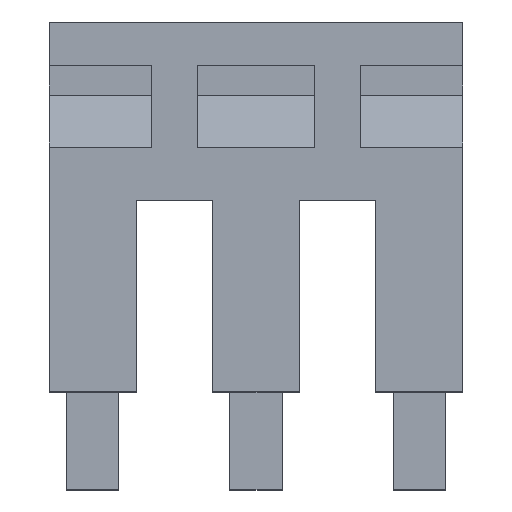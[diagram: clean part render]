
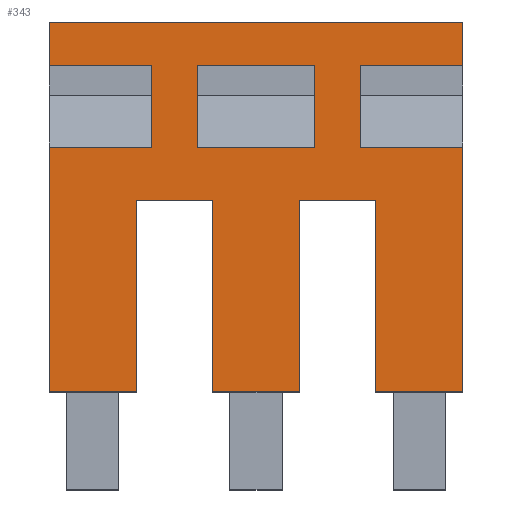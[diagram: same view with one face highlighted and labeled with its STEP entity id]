
A CAD part, top view. The second image highlights one B-rep face of the part: STEP entity #343.
In plain terms, the highlighted planar face has unit normal (0, 0, 1).
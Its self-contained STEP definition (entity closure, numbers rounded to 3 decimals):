
#317=FACE_BOUND('',#504,.T.);
#318=FACE_BOUND('',#505,.T.);
#343=ADVANCED_FACE('',(#317,#318),#398,.T.);
#398=PLANE('',#1380);
#504=EDGE_LOOP('',(#629,#630,#631,#632,#633,#634,#635,#636,#637,#638,#639,
#640,#641,#642,#643,#644,#645,#646,#647,#648));
#505=EDGE_LOOP('',(#649,#650,#651,#652));
#629=ORIENTED_EDGE('',*,*,#977,.T.);
#630=ORIENTED_EDGE('',*,*,#969,.T.);
#631=ORIENTED_EDGE('',*,*,#966,.T.);
#632=ORIENTED_EDGE('',*,*,#970,.T.);
#633=ORIENTED_EDGE('',*,*,#961,.F.);
#634=ORIENTED_EDGE('',*,*,#959,.T.);
#635=ORIENTED_EDGE('',*,*,#957,.F.);
#636=ORIENTED_EDGE('',*,*,#974,.T.);
#637=ORIENTED_EDGE('',*,*,#980,.T.);
#638=ORIENTED_EDGE('',*,*,#981,.T.);
#639=ORIENTED_EDGE('',*,*,#982,.F.);
#640=ORIENTED_EDGE('',*,*,#983,.T.);
#641=ORIENTED_EDGE('',*,*,#984,.F.);
#642=ORIENTED_EDGE('',*,*,#985,.T.);
#643=ORIENTED_EDGE('',*,*,#986,.T.);
#644=ORIENTED_EDGE('',*,*,#987,.F.);
#645=ORIENTED_EDGE('',*,*,#988,.T.);
#646=ORIENTED_EDGE('',*,*,#989,.T.);
#647=ORIENTED_EDGE('',*,*,#990,.F.);
#648=ORIENTED_EDGE('',*,*,#991,.F.);
#649=ORIENTED_EDGE('',*,*,#992,.T.);
#650=ORIENTED_EDGE('',*,*,#993,.F.);
#651=ORIENTED_EDGE('',*,*,#994,.T.);
#652=ORIENTED_EDGE('',*,*,#995,.F.);
#853=VERTEX_POINT('',#1732);
#854=VERTEX_POINT('',#1734);
#855=VERTEX_POINT('',#1738);
#856=VERTEX_POINT('',#1742);
#858=VERTEX_POINT('',#1747);
#860=VERTEX_POINT('',#1751);
#862=VERTEX_POINT('',#1756);
#864=VERTEX_POINT('',#1765);
#866=VERTEX_POINT('',#1770);
#868=VERTEX_POINT('',#1777);
#869=VERTEX_POINT('',#1781);
#870=VERTEX_POINT('',#1783);
#871=VERTEX_POINT('',#1785);
#872=VERTEX_POINT('',#1787);
#873=VERTEX_POINT('',#1789);
#874=VERTEX_POINT('',#1791);
#875=VERTEX_POINT('',#1793);
#876=VERTEX_POINT('',#1795);
#877=VERTEX_POINT('',#1797);
#878=VERTEX_POINT('',#1799);
#879=VERTEX_POINT('',#1802);
#880=VERTEX_POINT('',#1803);
#881=VERTEX_POINT('',#1805);
#882=VERTEX_POINT('',#1807);
#957=EDGE_CURVE('',#853,#854,#1101,.T.);
#959=EDGE_CURVE('',#855,#854,#1103,.T.);
#961=EDGE_CURVE('',#855,#856,#1105,.T.);
#966=EDGE_CURVE('',#858,#860,#1110,.T.);
#969=EDGE_CURVE('',#862,#858,#1113,.T.);
#970=EDGE_CURVE('',#860,#856,#1114,.T.);
#974=EDGE_CURVE('',#853,#864,#1118,.T.);
#977=EDGE_CURVE('',#866,#862,#1121,.T.);
#980=EDGE_CURVE('',#864,#868,#1124,.T.);
#981=EDGE_CURVE('',#868,#869,#1125,.T.);
#982=EDGE_CURVE('',#870,#869,#1126,.T.);
#983=EDGE_CURVE('',#870,#871,#1127,.T.);
#984=EDGE_CURVE('',#872,#871,#1128,.T.);
#985=EDGE_CURVE('',#872,#873,#1129,.T.);
#986=EDGE_CURVE('',#873,#874,#1130,.T.);
#987=EDGE_CURVE('',#875,#874,#1131,.T.);
#988=EDGE_CURVE('',#875,#876,#1132,.T.);
#989=EDGE_CURVE('',#876,#877,#1133,.T.);
#990=EDGE_CURVE('',#878,#877,#1134,.T.);
#991=EDGE_CURVE('',#866,#878,#1135,.T.);
#992=EDGE_CURVE('',#879,#880,#1136,.T.);
#993=EDGE_CURVE('',#881,#880,#1137,.T.);
#994=EDGE_CURVE('',#881,#882,#1138,.T.);
#995=EDGE_CURVE('',#879,#882,#1139,.T.);
#1101=LINE('',#1733,#1245);
#1103=LINE('',#1737,#1247);
#1105=LINE('',#1741,#1249);
#1110=LINE('',#1752,#1254);
#1113=LINE('',#1758,#1257);
#1114=LINE('',#1760,#1258);
#1118=LINE('',#1766,#1262);
#1121=LINE('',#1772,#1265);
#1124=LINE('',#1778,#1268);
#1125=LINE('',#1780,#1269);
#1126=LINE('',#1782,#1270);
#1127=LINE('',#1784,#1271);
#1128=LINE('',#1786,#1272);
#1129=LINE('',#1788,#1273);
#1130=LINE('',#1790,#1274);
#1131=LINE('',#1792,#1275);
#1132=LINE('',#1794,#1276);
#1133=LINE('',#1796,#1277);
#1134=LINE('',#1798,#1278);
#1135=LINE('',#1800,#1279);
#1136=LINE('',#1801,#1280);
#1137=LINE('',#1804,#1281);
#1138=LINE('',#1806,#1282);
#1139=LINE('',#1808,#1283);
#1245=VECTOR('',#1467,1.);
#1247=VECTOR('',#1471,1.);
#1249=VECTOR('',#1475,1.);
#1254=VECTOR('',#1482,1.);
#1257=VECTOR('',#1487,1.);
#1258=VECTOR('',#1490,1.);
#1262=VECTOR('',#1494,1.);
#1265=VECTOR('',#1499,1.);
#1268=VECTOR('',#1504,1.);
#1269=VECTOR('',#1507,1.);
#1270=VECTOR('',#1508,1.);
#1271=VECTOR('',#1509,1.);
#1272=VECTOR('',#1510,1.);
#1273=VECTOR('',#1511,1.);
#1274=VECTOR('',#1512,1.);
#1275=VECTOR('',#1513,1.);
#1276=VECTOR('',#1514,1.);
#1277=VECTOR('',#1515,1.);
#1278=VECTOR('',#1516,1.);
#1279=VECTOR('',#1517,1.);
#1280=VECTOR('',#1518,1.);
#1281=VECTOR('',#1519,1.);
#1282=VECTOR('',#1520,1.);
#1283=VECTOR('',#1521,1.);
#1380=AXIS2_PLACEMENT_3D('',#1809,#1522,#1523);
#1467=DIRECTION('',(-1.,0.,0.));
#1471=DIRECTION('',(0.,1.,0.));
#1475=DIRECTION('',(1.,0.,0.));
#1482=DIRECTION('',(1.,0.,0.));
#1487=DIRECTION('',(0.,-1.,0.));
#1490=DIRECTION('',(0.,1.,0.));
#1494=DIRECTION('',(0.,1.,0.));
#1499=DIRECTION('',(1.,0.,0.));
#1504=DIRECTION('',(-1.,0.,0.));
#1507=DIRECTION('',(0.,-1.,0.));
#1508=DIRECTION('',(-1.,0.,0.));
#1509=DIRECTION('',(0.,-1.,0.));
#1510=DIRECTION('',(1.,0.,0.));
#1511=DIRECTION('',(0.,-1.,0.));
#1512=DIRECTION('',(1.,0.,0.));
#1513=DIRECTION('',(0.,-1.,0.));
#1514=DIRECTION('',(1.,0.,0.));
#1515=DIRECTION('',(0.,-1.,0.));
#1516=DIRECTION('',(-1.,0.,0.));
#1517=DIRECTION('',(0.,-1.,0.));
#1518=DIRECTION('',(0.,1.,0.));
#1519=DIRECTION('',(-1.,0.,0.));
#1520=DIRECTION('',(0.,-1.,0.));
#1521=DIRECTION('',(1.,0.,0.));
#1522=DIRECTION('',(0.,0.,1.));
#1523=DIRECTION('',(-1.,0.,0.));
#1732=CARTESIAN_POINT('',(17.2,1.,2.));
#1733=CARTESIAN_POINT('',(29.2,1.,2.));
#1734=CARTESIAN_POINT('',(12.5,1.,2.));
#1737=CARTESIAN_POINT('',(12.5,0.,2.));
#1738=CARTESIAN_POINT('',(12.5,-2.747,2.));
#1741=CARTESIAN_POINT('',(0.,-2.747,2.));
#1742=CARTESIAN_POINT('',(17.2,-2.747,2.));
#1747=CARTESIAN_POINT('',(13.2,-14.,2.));
#1751=CARTESIAN_POINT('',(17.2,-14.,2.));
#1752=CARTESIAN_POINT('',(10.7,-14.,2.));
#1756=CARTESIAN_POINT('',(13.2,-5.2,2.));
#1758=CARTESIAN_POINT('',(13.2,-13.,2.));
#1760=CARTESIAN_POINT('',(17.2,-5.2,2.));
#1765=CARTESIAN_POINT('',(17.2,3.,2.));
#1766=CARTESIAN_POINT('',(17.2,-5.2,2.));
#1770=CARTESIAN_POINT('',(9.699,-5.2,2.));
#1772=CARTESIAN_POINT('',(8.,-5.2,2.));
#1777=CARTESIAN_POINT('',(-1.8,3.,2.));
#1778=CARTESIAN_POINT('',(0.,3.,2.));
#1780=CARTESIAN_POINT('',(-1.8,0.,2.));
#1781=CARTESIAN_POINT('',(-1.8,1.,2.));
#1782=CARTESIAN_POINT('',(0.,1.,2.));
#1783=CARTESIAN_POINT('',(2.9,1.,2.));
#1784=CARTESIAN_POINT('',(2.9,2.7,2.));
#1785=CARTESIAN_POINT('',(2.9,-2.747,2.));
#1786=CARTESIAN_POINT('',(0.,-2.747,2.));
#1787=CARTESIAN_POINT('',(-1.8,-2.747,2.));
#1788=CARTESIAN_POINT('',(-1.8,1.,2.));
#1789=CARTESIAN_POINT('',(-1.8,-14.,2.));
#1790=CARTESIAN_POINT('',(-1.5,-14.,2.));
#1791=CARTESIAN_POINT('',(2.2,-14.,2.));
#1792=CARTESIAN_POINT('',(2.2,0.,2.));
#1793=CARTESIAN_POINT('',(2.2,-5.2,2.));
#1794=CARTESIAN_POINT('',(1.9,-5.2,2.));
#1795=CARTESIAN_POINT('',(5.701,-5.2,2.));
#1796=CARTESIAN_POINT('',(5.701,-13.,2.));
#1797=CARTESIAN_POINT('',(5.701,-14.,2.));
#1798=CARTESIAN_POINT('',(0.,-14.,2.));
#1799=CARTESIAN_POINT('',(9.699,-14.,2.));
#1800=CARTESIAN_POINT('',(9.699,0.,2.));
#1801=CARTESIAN_POINT('',(5.,-5.2,2.));
#1802=CARTESIAN_POINT('',(5.,-2.747,2.));
#1803=CARTESIAN_POINT('',(5.,1.,2.));
#1804=CARTESIAN_POINT('',(29.2,1.,2.));
#1805=CARTESIAN_POINT('',(10.4,1.,2.));
#1806=CARTESIAN_POINT('',(10.4,0.,2.));
#1807=CARTESIAN_POINT('',(10.4,-2.747,2.));
#1808=CARTESIAN_POINT('',(0.,-2.747,2.));
#1809=CARTESIAN_POINT('',(0.,0.,2.));
